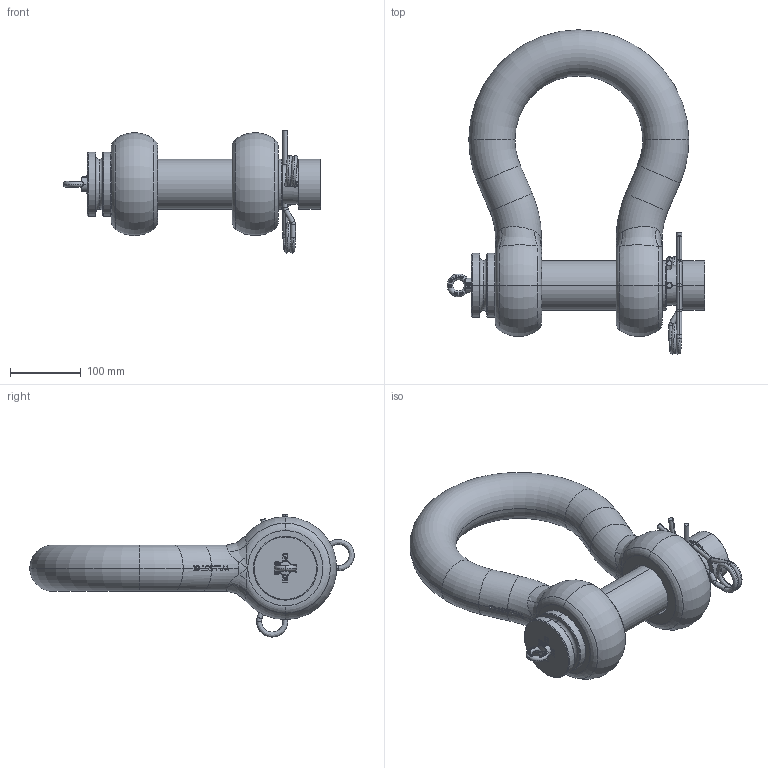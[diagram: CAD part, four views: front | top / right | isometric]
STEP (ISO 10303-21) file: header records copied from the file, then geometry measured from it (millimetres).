
FILE_DESCRIPTION (( 'STEP AP214' ), '1' );
FILE_NAME ('POGHMB65ROVRL.step', '2013-05-07T13:41:24', ( 'cad' ), ( '' ), 'SwSTEP 2.0', 'SolidWorks 2013', '' );
FILE_SCHEMA (( 'AUTOMOTIVE_DESIGN' ));
Length unit declared in the file: millimetre
Products named in the file (6): POZKMB70ROVRL; OHBVD07 Sluiting 65 en 75; OHOBZD008; 2352 dimensions GPZKMBxxROVRL Parametrische 42-83mm pin_POZKMB70ROVRL; ROV beugel 65mm_NGPZHDL65ROV; POGHMB65ROVRL
Assembly tree (6 placements, depth 3):
  POGHMB65ROVRL
    ROV beugel 65mm_NGPZHDL65ROV
    POZKMB70ROVRL
      2352 dimensions GPZKMBxxROVRL Parametrische 42-83mm pin_POZKMB70ROVRL
      OHOBZD008
      OHBVD07 Sluiting 65 en 75  x2
Bounding box: 363 x 456.99 x 171.99 mm (x, y, z)
Volume: 4882265.7 mm3; surface area: 369833.4 mm2
Topology: 5 solids, 5 shells, 1111 faces, 2985 edges, 1924 vertices
Faces by surface type: bspline 443, plane 387, torus 136, cylinder 127, cone 16, sphere 2
Entity records: 60580 total; most frequent: CARTESIAN_POINT 37753, ORIENTED_EDGE 5826, DIRECTION 2957, EDGE_CURVE 2913, VERTEX_POINT 1890, B_SPLINE_CURVE_WITH_KNOTS 1533, EDGE_LOOP 1143, ADVANCED_FACE 1081
